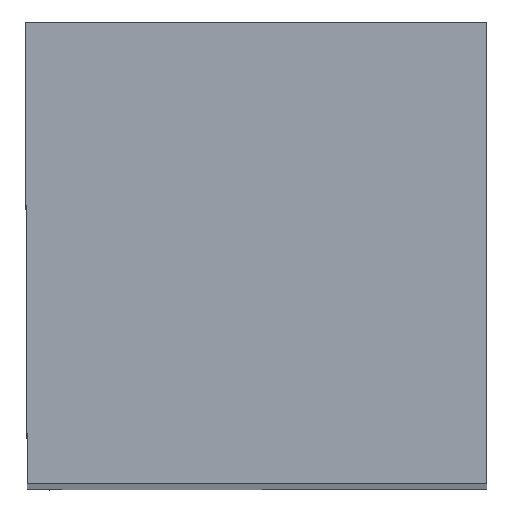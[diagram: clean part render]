
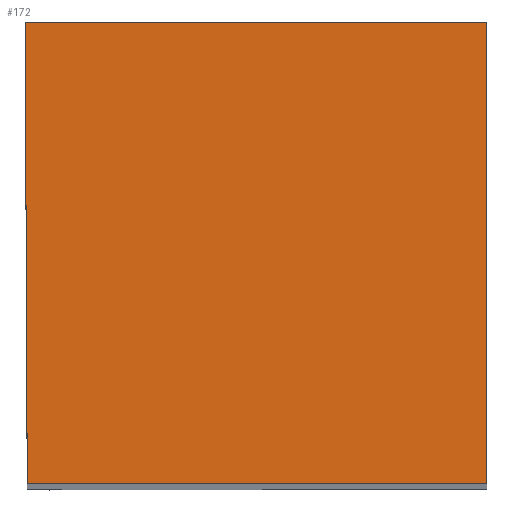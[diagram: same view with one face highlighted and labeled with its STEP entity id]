
A CAD part, top view. The second image highlights one B-rep face of the part: STEP entity #172.
In plain terms, the highlighted planar face has unit normal (0, 0, 1).
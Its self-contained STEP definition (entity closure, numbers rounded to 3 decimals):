
#172=ADVANCED_FACE('',(#226),#205,.F.);
#205=PLANE('',#746);
#226=FACE_OUTER_BOUND('',#249,.T.);
#249=EDGE_LOOP('',(#337,#338,#339,#340));
#337=ORIENTED_EDGE('',*,*,#507,.T.);
#338=ORIENTED_EDGE('',*,*,#512,.T.);
#339=ORIENTED_EDGE('',*,*,#515,.F.);
#340=ORIENTED_EDGE('',*,*,#516,.T.);
#450=VERTEX_POINT('',#1038);
#451=VERTEX_POINT('',#1040);
#453=VERTEX_POINT('',#1047);
#454=VERTEX_POINT('',#1053);
#507=EDGE_CURVE('',#451,#450,#578,.T.);
#512=EDGE_CURVE('',#450,#453,#582,.T.);
#515=EDGE_CURVE('',#454,#453,#584,.T.);
#516=EDGE_CURVE('',#454,#451,#585,.T.);
#578=LINE('',#1039,#628);
#582=LINE('',#1048,#632);
#584=LINE('',#1054,#634);
#585=LINE('',#1056,#635);
#628=VECTOR('',#840,1.);
#632=VECTOR('',#848,1.);
#634=VECTOR('',#856,1.);
#635=VECTOR('',#859,1.);
#746=AXIS2_PLACEMENT_3D('',#1058,#862,#863);
#840=DIRECTION('',(-1.,0.,0.));
#848=DIRECTION('',(0.004,-1.,0.));
#856=DIRECTION('',(-1.,0.,0.));
#859=DIRECTION('',(0.,1.,0.));
#862=DIRECTION('',(0.,0.,-1.));
#863=DIRECTION('',(1.,0.,0.));
#1038=CARTESIAN_POINT('',(0.,15.825,0.));
#1039=CARTESIAN_POINT('',(17.875,15.825,0.));
#1040=CARTESIAN_POINT('',(15.825,15.825,0.));
#1047=CARTESIAN_POINT('',(0.069,0.,0.));
#1048=CARTESIAN_POINT('',(0.,15.825,0.));
#1053=CARTESIAN_POINT('',(15.825,0.,0.));
#1054=CARTESIAN_POINT('',(17.875,0.,0.));
#1056=CARTESIAN_POINT('',(15.825,-2.,0.));
#1058=CARTESIAN_POINT('',(17.875,17.825,0.));
